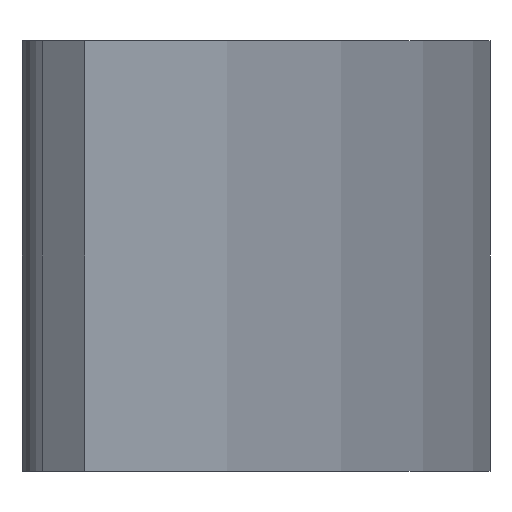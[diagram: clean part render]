
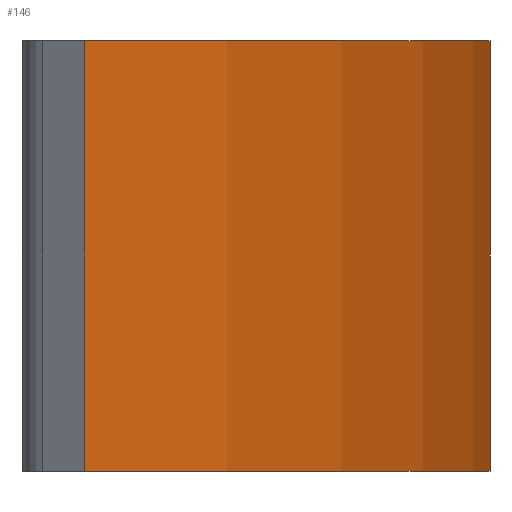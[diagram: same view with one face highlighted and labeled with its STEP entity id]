
A CAD part, left-side view. The second image highlights one B-rep face of the part: STEP entity #146.
In plain terms, the highlighted cylindrical face has radius 109.22 mm (diameter 218.44 mm), a partial arc.
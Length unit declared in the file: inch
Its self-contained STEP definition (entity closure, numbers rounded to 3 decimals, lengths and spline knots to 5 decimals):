
#23=FACE_OUTER_BOUND('',#31,.T.);
#31=EDGE_LOOP('',(#114,#115,#116,#117));
#37=LINE('',#243,#47);
#42=LINE('',#261,#52);
#47=VECTOR('',#198,0.3937);
#52=VECTOR('',#217,0.3937);
#56=CIRCLE('',#174,4.3);
#60=CIRCLE('',#181,4.3);
#66=VERTEX_POINT('',#240);
#67=VERTEX_POINT('',#242);
#68=VERTEX_POINT('',#246);
#73=VERTEX_POINT('',#260);
#79=EDGE_CURVE('',#67,#66,#37,.T.);
#81=EDGE_CURVE('',#68,#67,#56,.T.);
#88=EDGE_CURVE('',#68,#73,#42,.T.);
#90=EDGE_CURVE('',#66,#73,#60,.T.);
#114=ORIENTED_EDGE('',*,*,#81,.T.);
#115=ORIENTED_EDGE('',*,*,#79,.T.);
#116=ORIENTED_EDGE('',*,*,#90,.T.);
#117=ORIENTED_EDGE('',*,*,#88,.F.);
#130=CYLINDRICAL_SURFACE('',#180,4.3);
#146=ADVANCED_FACE('',(#23),#130,.T.);
#174=AXIS2_PLACEMENT_3D('',#247,#202,#203);
#180=AXIS2_PLACEMENT_3D('',#263,#219,#220);
#181=AXIS2_PLACEMENT_3D('',#264,#221,#222);
#198=DIRECTION('',(0.,0.,1.));
#202=DIRECTION('center_axis',(0.,0.,1.));
#203=DIRECTION('ref_axis',(-0.624,-0.781,0.));
#217=DIRECTION('',(0.,0.,1.));
#219=DIRECTION('center_axis',(0.,0.,-1.));
#220=DIRECTION('ref_axis',(-0.624,-0.781,0.));
#221=DIRECTION('center_axis',(0.,0.,-1.));
#222=DIRECTION('ref_axis',(-0.624,-0.781,0.));
#240=CARTESIAN_POINT('',(-1.56629,-0.6911,1.));
#242=CARTESIAN_POINT('',(-1.56629,-0.6911,0.));
#243=CARTESIAN_POINT('',(-1.56629,-0.6911,0.));
#246=CARTESIAN_POINT('',(-6.93371,-0.6911,0.));
#247=CARTESIAN_POINT('Origin',(-4.25,2.66862,0.));
#260=CARTESIAN_POINT('',(-6.93371,-0.6911,1.));
#261=CARTESIAN_POINT('',(-6.93371,-0.6911,0.));
#263=CARTESIAN_POINT('Origin',(-4.25,2.66862,0.));
#264=CARTESIAN_POINT('Origin',(-4.25,2.66862,1.));
